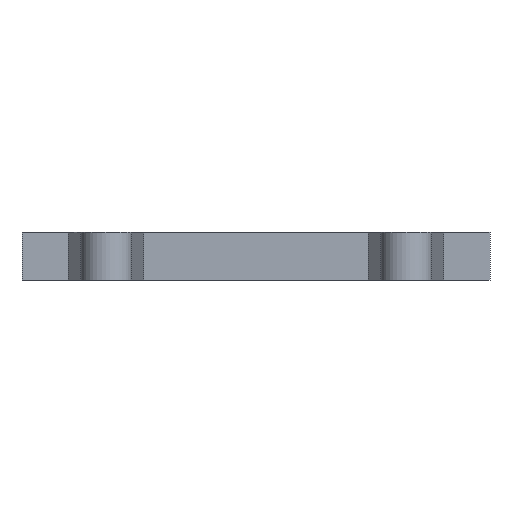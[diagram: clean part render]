
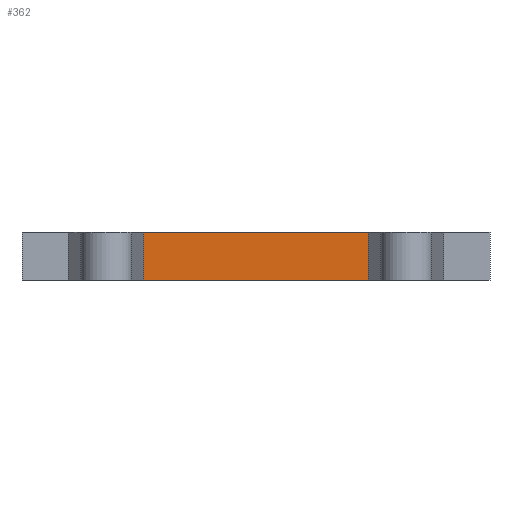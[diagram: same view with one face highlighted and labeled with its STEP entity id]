
A CAD part, front view. The second image highlights one B-rep face of the part: STEP entity #362.
In plain terms, the highlighted planar face has unit normal (0, -1, 0).
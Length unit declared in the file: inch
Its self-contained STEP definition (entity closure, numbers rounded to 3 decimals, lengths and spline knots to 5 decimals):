
#38 = ORIENTED_EDGE ( 'NONE', *, *, #348, .T. ) ;
#348 = EDGE_CURVE ( 'NONE', #1704, #773, #787, .T. ) ;
#352 = ORIENTED_EDGE ( 'NONE', *, *, #353, .F. ) ;
#353 = EDGE_CURVE ( 'NONE', #1661, #683, #818, .T. ) ;
#354 = ORIENTED_EDGE ( 'NONE', *, *, #1659, .F. ) ;
#362 = ADVANCED_FACE ( 'NONE', ( #873 ), #783, .F. ) ;
#363 = ORIENTED_EDGE ( 'NONE', *, *, #788, .T. ) ;
#374 = EDGE_LOOP ( 'NONE', ( #363, #352, #354, #38 ) ) ;
#683 = VERTEX_POINT ( 'NONE', #1028 ) ;
#773 = VERTEX_POINT ( 'NONE', #1105 ) ;
#779 = CARTESIAN_POINT ( 'NONE',  ( 0.075, 0.181, 0.032 ) ) ;
#780 = AXIS2_PLACEMENT_3D ( 'NONE', #779, #854, #853 ) ;
#783 = PLANE ( 'NONE',  #780 ) ;
#785 = VECTOR ( 'NONE', #824, 39.37008 ) ;
#786 = CARTESIAN_POINT ( 'NONE',  ( -0.075, 0.181, 0.032 ) ) ;
#787 = LINE ( 'NONE', #786, #785 ) ;
#788 = EDGE_CURVE ( 'NONE', #773, #683, #1062, .T. ) ;
#815 = DIRECTION ( 'NONE',  ( 0., 0., -1. ) ) ;
#816 = VECTOR ( 'NONE', #815, 39.37008 ) ;
#817 = CARTESIAN_POINT ( 'NONE',  ( 0.075, 0.181, 0.032 ) ) ;
#818 = LINE ( 'NONE', #817, #816 ) ;
#824 = DIRECTION ( 'NONE',  ( 0., 0., -1. ) ) ;
#853 = DIRECTION ( 'NONE',  ( 0., 0., 1. ) ) ;
#854 = DIRECTION ( 'NONE',  ( 0., 1., 0. ) ) ;
#873 = FACE_OUTER_BOUND ( 'NONE', #374, .T. ) ;
#1028 = CARTESIAN_POINT ( 'NONE',  ( 0.075, 0.181, 0. ) ) ;
#1059 = DIRECTION ( 'NONE',  ( 1., 0., 0. ) ) ;
#1060 = VECTOR ( 'NONE', #1059, 39.37008 ) ;
#1061 = CARTESIAN_POINT ( 'NONE',  ( 0.075, 0.181, 0. ) ) ;
#1062 = LINE ( 'NONE', #1061, #1060 ) ;
#1105 = CARTESIAN_POINT ( 'NONE',  ( -0.075, 0.181, 0. ) ) ;
#1173 = VECTOR ( 'NONE', #1247, 39.37008 ) ;
#1216 = CARTESIAN_POINT ( 'NONE',  ( 0.075, 0.181, 0.032 ) ) ;
#1217 = LINE ( 'NONE', #1216, #1173 ) ;
#1246 = CARTESIAN_POINT ( 'NONE',  ( 0.075, 0.181, 0.032 ) ) ;
#1247 = DIRECTION ( 'NONE',  ( 1., 0., 0. ) ) ;
#1353 = CARTESIAN_POINT ( 'NONE',  ( -0.075, 0.181, 0.032 ) ) ;
#1659 = EDGE_CURVE ( 'NONE', #1704, #1661, #1217, .T. ) ;
#1661 = VERTEX_POINT ( 'NONE', #1246 ) ;
#1704 = VERTEX_POINT ( 'NONE', #1353 ) ;
